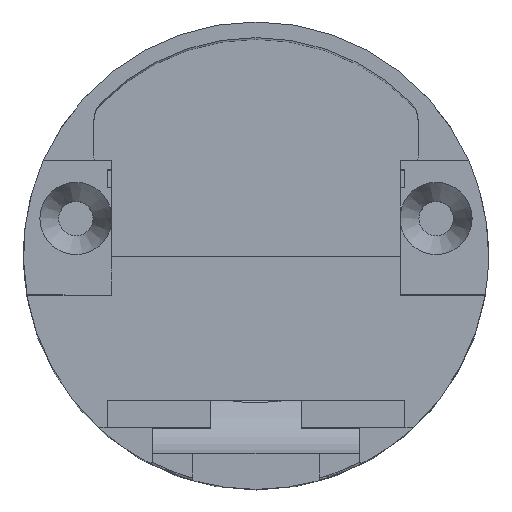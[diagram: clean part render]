
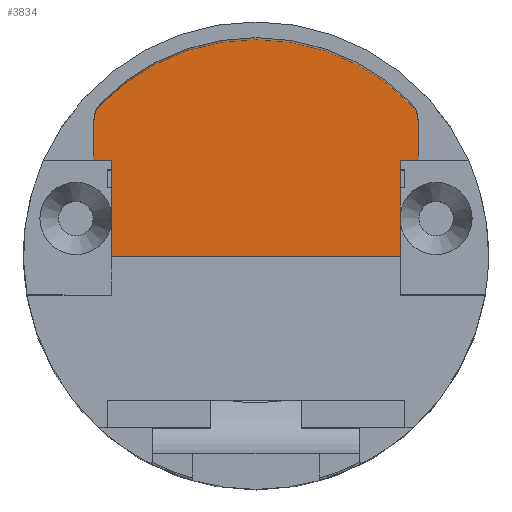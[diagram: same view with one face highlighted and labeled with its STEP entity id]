
A CAD part, top view. The second image highlights one B-rep face of the part: STEP entity #3834.
In plain terms, the highlighted planar face has unit normal (0, 0, 1).
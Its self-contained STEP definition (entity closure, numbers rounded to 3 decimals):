
#151=PLANE('',#4170);
#437=FACE_OUTER_BOUND('',#677,.T.);
#677=EDGE_LOOP('',(#3405,#3406,#3407,#3408,#3409,#3410,#3411,#3412,#3413,
#3414,#3415,#3416));
#827=CIRCLE('',#4171,2.5);
#828=CIRCLE('',#4172,2.5);
#829=CIRCLE('',#4173,24.087);
#830=CIRCLE('',#4174,2.5);
#831=CIRCLE('',#4175,2.5);
#1167=LINE('',#6695,#1544);
#1170=LINE('',#6701,#1547);
#1172=LINE('',#6705,#1549);
#1173=LINE('',#6709,#1550);
#1174=LINE('',#6717,#1551);
#1175=LINE('',#6720,#1552);
#1176=LINE('',#6721,#1553);
#1544=VECTOR('',#5092,10.);
#1547=VECTOR('',#5097,10.);
#1549=VECTOR('',#5101,10.);
#1550=VECTOR('',#5104,10.);
#1551=VECTOR('',#5111,10.);
#1552=VECTOR('',#5114,10.);
#1553=VECTOR('',#5115,10.);
#1920=VERTEX_POINT('',#6692);
#1921=VERTEX_POINT('',#6694);
#1922=VERTEX_POINT('',#6698);
#1923=VERTEX_POINT('',#6700);
#1924=VERTEX_POINT('',#6704);
#1925=VERTEX_POINT('',#6706);
#1926=VERTEX_POINT('',#6708);
#1927=VERTEX_POINT('',#6710);
#1928=VERTEX_POINT('',#6712);
#1929=VERTEX_POINT('',#6714);
#1930=VERTEX_POINT('',#6716);
#1931=VERTEX_POINT('',#6718);
#2435=EDGE_CURVE('',#1921,#1920,#1167,.T.);
#2438=EDGE_CURVE('',#1923,#1922,#1170,.T.);
#2440=EDGE_CURVE('',#1922,#1924,#1172,.T.);
#2441=EDGE_CURVE('',#1924,#1925,#827,.T.);
#2442=EDGE_CURVE('',#1925,#1926,#1173,.T.);
#2443=EDGE_CURVE('',#1926,#1927,#828,.T.);
#2444=EDGE_CURVE('',#1928,#1927,#829,.T.);
#2445=EDGE_CURVE('',#1928,#1929,#830,.T.);
#2446=EDGE_CURVE('',#1929,#1930,#1174,.T.);
#2447=EDGE_CURVE('',#1930,#1931,#831,.T.);
#2448=EDGE_CURVE('',#1931,#1921,#1175,.T.);
#2449=EDGE_CURVE('',#1920,#1923,#1176,.T.);
#3405=ORIENTED_EDGE('',*,*,#2440,.T.);
#3406=ORIENTED_EDGE('',*,*,#2441,.T.);
#3407=ORIENTED_EDGE('',*,*,#2442,.T.);
#3408=ORIENTED_EDGE('',*,*,#2443,.T.);
#3409=ORIENTED_EDGE('',*,*,#2444,.F.);
#3410=ORIENTED_EDGE('',*,*,#2445,.T.);
#3411=ORIENTED_EDGE('',*,*,#2446,.T.);
#3412=ORIENTED_EDGE('',*,*,#2447,.T.);
#3413=ORIENTED_EDGE('',*,*,#2448,.T.);
#3414=ORIENTED_EDGE('',*,*,#2435,.T.);
#3415=ORIENTED_EDGE('',*,*,#2449,.T.);
#3416=ORIENTED_EDGE('',*,*,#2438,.T.);
#3834=ADVANCED_FACE('',(#437),#151,.T.);
#4170=AXIS2_PLACEMENT_3D('',#6703,#5099,#5100);
#4171=AXIS2_PLACEMENT_3D('',#6707,#5102,#5103);
#4172=AXIS2_PLACEMENT_3D('',#6711,#5105,#5106);
#4173=AXIS2_PLACEMENT_3D('',#6713,#5107,#5108);
#4174=AXIS2_PLACEMENT_3D('',#6715,#5109,#5110);
#4175=AXIS2_PLACEMENT_3D('',#6719,#5112,#5113);
#5092=DIRECTION('',(0.,-1.,0.));
#5097=DIRECTION('',(0.,1.,0.));
#5099=DIRECTION('center_axis',(0.,0.,1.));
#5100=DIRECTION('ref_axis',(1.,0.,0.));
#5101=DIRECTION('',(1.,0.,0.));
#5102=DIRECTION('center_axis',(0.,0.,1.));
#5103=DIRECTION('ref_axis',(0.2,-0.98,0.));
#5104=DIRECTION('',(0.,1.,0.));
#5105=DIRECTION('center_axis',(0.,0.,1.));
#5106=DIRECTION('ref_axis',(0.707,0.707,0.));
#5107=DIRECTION('center_axis',(0.,0.,-1.));
#5108=DIRECTION('ref_axis',(0.719,0.695,0.));
#5109=DIRECTION('center_axis',(0.,0.,1.));
#5110=DIRECTION('ref_axis',(-0.707,0.707,0.));
#5111=DIRECTION('',(0.,-1.,0.));
#5112=DIRECTION('center_axis',(0.,0.,1.));
#5113=DIRECTION('ref_axis',(-0.2,-0.98,0.));
#5114=DIRECTION('',(1.,0.,0.));
#5115=DIRECTION('',(1.,0.,0.));
#6692=CARTESIAN_POINT('',(-16.,0.,96.3));
#6694=CARTESIAN_POINT('',(-16.,10.4,96.3));
#6695=CARTESIAN_POINT('',(-16.,-7.1,96.3));
#6698=CARTESIAN_POINT('',(16.,10.4,96.3));
#6700=CARTESIAN_POINT('',(16.,0.,96.3));
#6701=CARTESIAN_POINT('',(16.,4.263,96.3));
#6703=CARTESIAN_POINT('Origin',(12.025,0.,96.3));
#6704=CARTESIAN_POINT('',(17.933,10.4,96.3));
#6705=CARTESIAN_POINT('',(14.263,10.4,96.3));
#6706=CARTESIAN_POINT('',(18.,10.975,96.3));
#6707=CARTESIAN_POINT('Origin',(15.5,10.975,96.3));
#6708=CARTESIAN_POINT('',(18.,15.025,96.3));
#6709=CARTESIAN_POINT('',(18.,5.487,96.3));
#6710=CARTESIAN_POINT('',(17.268,16.793,96.3));
#6711=CARTESIAN_POINT('Origin',(15.5,15.025,96.3));
#6712=CARTESIAN_POINT('',(-17.268,16.793,96.3));
#6713=CARTESIAN_POINT('Origin',(0.,0.,
96.3));
#6714=CARTESIAN_POINT('',(-18.,15.025,96.3));
#6715=CARTESIAN_POINT('Origin',(-15.5,15.025,96.3));
#6716=CARTESIAN_POINT('',(-18.,10.975,96.3));
#6717=CARTESIAN_POINT('',(-18.,8.763,96.3));
#6718=CARTESIAN_POINT('',(-17.933,10.4,96.3));
#6719=CARTESIAN_POINT('Origin',(-15.5,10.975,96.3));
#6720=CARTESIAN_POINT('',(-2.237,10.4,96.3));
#6721=CARTESIAN_POINT('',(-0.987,0.,96.3));
